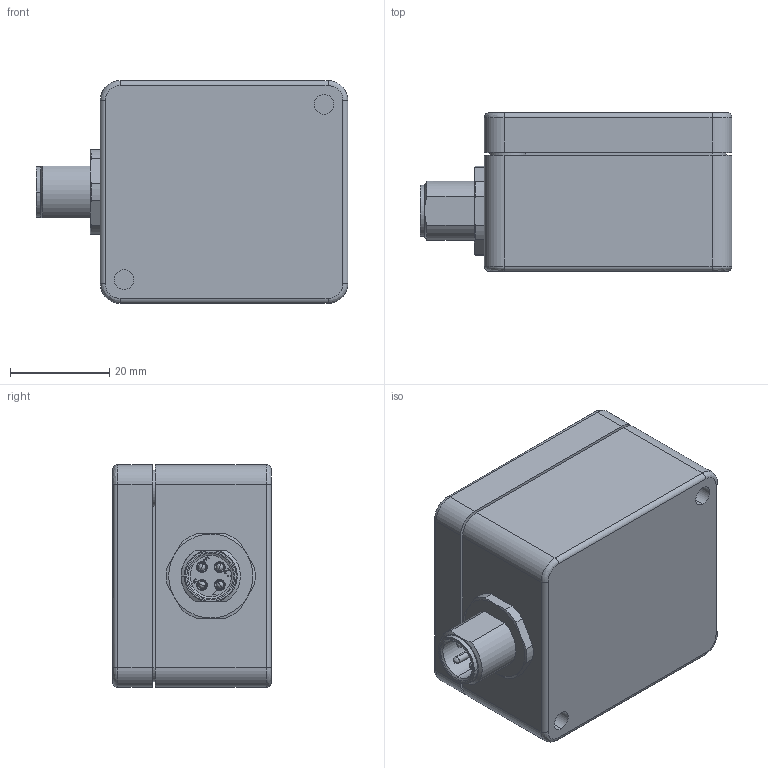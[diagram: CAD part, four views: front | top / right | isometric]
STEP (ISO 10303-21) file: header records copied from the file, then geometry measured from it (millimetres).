
FILE_DESCRIPTION (( 'STEP AP214' ), '1' );
FILE_NAME ('PNS-10_E1-I20.STEP', '2018-08-20T08:22:27', ( '' ), ( '' ), 'SwSTEP 2.0', 'SolidWorks 2017', '' );
FILE_SCHEMA (( 'AUTOMOTIVE_DESIGN' ));
Length unit declared in the file: millimetre
Products named in the file (4): Steckverbinder_M12_M16; PNS-10_E1-I20; M4x8; Neigungssensor E1_Gehäuse
Assembly tree (4 placements, depth 2):
  PNS-10_E1-I20
    M4x8  x2
    Steckverbinder_M12_M16
    Neigungssensor E1_Gehäuse
Bounding box: 62.95 x 32 x 45 mm (x, y, z)
Volume: 72522.7 mm3; surface area: 15719.3 mm2
Topology: 5 solids, 5 shells, 458 faces, 1128 edges, 712 vertices
Faces by surface type: plane 195, cylinder 117, bspline 96, cone 50
Entity records: 18727 total; most frequent: CARTESIAN_POINT 5642, ORIENTED_EDGE 2050, DIRECTION 1893, EDGE_CURVE 1025, AXIS2_PLACEMENT_3D 694, VERTEX_POINT 659, VECTOR 505, LINE 505
